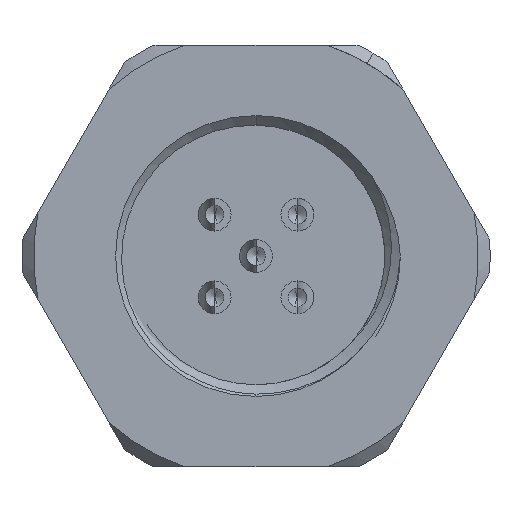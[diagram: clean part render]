
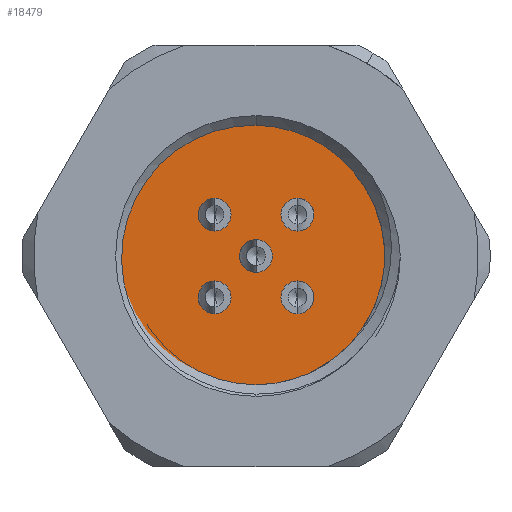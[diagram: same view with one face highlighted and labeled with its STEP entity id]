
A CAD part, left-side view. The second image highlights one B-rep face of the part: STEP entity #18479.
In plain terms, the highlighted planar face has unit normal (-1, 0, 0).
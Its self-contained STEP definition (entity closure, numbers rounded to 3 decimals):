
#92 = CARTESIAN_POINT ( 'NONE',  ( -13., 0., 0. ) ) ;
#227 = ORIENTED_EDGE ( 'NONE', *, *, #5745, .F. ) ;
#1051 = CARTESIAN_POINT ( 'NONE',  ( -13., 6., 0. ) ) ;
#1180 = ORIENTED_EDGE ( 'NONE', *, *, #12332, .F. ) ;
#1697 = AXIS2_PLACEMENT_3D ( 'NONE', #92, #3967, #3737 ) ;
#2085 = ORIENTED_EDGE ( 'NONE', *, *, #8977, .F. ) ;
#2184 = EDGE_CURVE ( 'NONE', #15703, #13125, #23176, .T. ) ;
#2733 = DIRECTION ( 'NONE',  ( -1., 0., 0. ) ) ;
#2993 = FACE_BOUND ( 'NONE', #9765, .T. ) ;
#3070 = AXIS2_PLACEMENT_3D ( 'NONE', #12300, #19025, #19369 ) ;
#3240 = DIRECTION ( 'NONE',  ( -1., 0., 0. ) ) ;
#3331 = ORIENTED_EDGE ( 'NONE', *, *, #12656, .F. ) ;
#3524 = AXIS2_PLACEMENT_3D ( 'NONE', #5893, #11201, #13087 ) ;
#3626 = EDGE_LOOP ( 'NONE', ( #6078, #2085 ) ) ;
#3737 = DIRECTION ( 'NONE',  ( 0., 1., 0. ) ) ;
#3967 = DIRECTION ( 'NONE',  ( 1., 0., 0. ) ) ;
#4244 = AXIS2_PLACEMENT_3D ( 'NONE', #12244, #6697, #8689 ) ;
#4523 = FACE_BOUND ( 'NONE', #21370, .T. ) ;
#5116 = CARTESIAN_POINT ( 'NONE',  ( -13., 1.068, 1.768 ) ) ;
#5128 = AXIS2_PLACEMENT_3D ( 'NONE', #21619, #16207, #16327 ) ;
#5648 = CIRCLE ( 'NONE', #9428, 0.7 ) ;
#5745 = EDGE_CURVE ( 'NONE', #11243, #13379, #5648, .T. ) ;
#5807 = AXIS2_PLACEMENT_3D ( 'NONE', #12366, #10590, #19096 ) ;
#5893 = CARTESIAN_POINT ( 'NONE',  ( -13., -1.768, 1.768 ) ) ;
#6078 = ORIENTED_EDGE ( 'NONE', *, *, #2184, .F. ) ;
#6189 = CIRCLE ( 'NONE', #5807, 0.7 ) ;
#6301 = FACE_BOUND ( 'NONE', #7820, .T. ) ;
#6326 = CARTESIAN_POINT ( 'NONE',  ( -13., -1.068, 1.768 ) ) ;
#6656 = DIRECTION ( 'NONE',  ( 0., -1., 0. ) ) ;
#6697 = DIRECTION ( 'NONE',  ( -1., 0., 0. ) ) ;
#7013 = CARTESIAN_POINT ( 'NONE',  ( -13., 1.768, 1.768 ) ) ;
#7408 = DIRECTION ( 'NONE',  ( -1., 0., 0. ) ) ;
#7820 = EDGE_LOOP ( 'NONE', ( #19882, #1180 ) ) ;
#8689 = DIRECTION ( 'NONE',  ( 0., -1., 0. ) ) ;
#8701 = CARTESIAN_POINT ( 'NONE',  ( -13., 1.068, -1.768 ) ) ;
#8823 = VERTEX_POINT ( 'NONE', #11959 ) ;
#8922 = DIRECTION ( 'NONE',  ( 0., -1., 0. ) ) ;
#8977 = EDGE_CURVE ( 'NONE', #13125, #15703, #13228, .T. ) ;
#9062 = CARTESIAN_POINT ( 'NONE',  ( -13., 0., 0. ) ) ;
#9154 = CIRCLE ( 'NONE', #15954, 0.7 ) ;
#9428 = AXIS2_PLACEMENT_3D ( 'NONE', #12577, #10696, #8922 ) ;
#9522 = ORIENTED_EDGE ( 'NONE', *, *, #19455, .F. ) ;
#9678 = CARTESIAN_POINT ( 'NONE',  ( -13., -1.768, -1.768 ) ) ;
#9765 = EDGE_LOOP ( 'NONE', ( #22609, #9522 ) ) ;
#10013 = CIRCLE ( 'NONE', #11519, 0.7 ) ;
#10159 = DIRECTION ( 'NONE',  ( 0., -1., 0. ) ) ;
#10236 = CARTESIAN_POINT ( 'NONE',  ( -13., -6., 0. ) ) ;
#10285 = CARTESIAN_POINT ( 'NONE',  ( -13., 0., 0. ) ) ;
#10590 = DIRECTION ( 'NONE',  ( -1., 0., 0. ) ) ;
#10696 = DIRECTION ( 'NONE',  ( -1., 0., 0. ) ) ;
#11040 = AXIS2_PLACEMENT_3D ( 'NONE', #9678, #11449, #16775 ) ;
#11201 = DIRECTION ( 'NONE',  ( -1., 0., 0. ) ) ;
#11243 = VERTEX_POINT ( 'NONE', #11505 ) ;
#11410 = CIRCLE ( 'NONE', #4244, 0.7 ) ;
#11449 = DIRECTION ( 'NONE',  ( -1., 0., 0. ) ) ;
#11505 = CARTESIAN_POINT ( 'NONE',  ( -13., -2.468, -1.768 ) ) ;
#11519 = AXIS2_PLACEMENT_3D ( 'NONE', #10285, #17145, #22911 ) ;
#11730 = FACE_OUTER_BOUND ( 'NONE', #3626, .T. ) ;
#11959 = CARTESIAN_POINT ( 'NONE',  ( -13., -2.468, 1.768 ) ) ;
#12053 = CARTESIAN_POINT ( 'NONE',  ( -13., -1.768, 1.768 ) ) ;
#12244 = CARTESIAN_POINT ( 'NONE',  ( -13., 1.768, -1.768 ) ) ;
#12300 = CARTESIAN_POINT ( 'NONE',  ( -13., 0., 0. ) ) ;
#12332 = EDGE_CURVE ( 'NONE', #15852, #19746, #9154, .T. ) ;
#12366 = CARTESIAN_POINT ( 'NONE',  ( -13., 1.768, -1.768 ) ) ;
#12511 = CARTESIAN_POINT ( 'NONE',  ( -13., -0.7, 0. ) ) ;
#12556 = CIRCLE ( 'NONE', #21978, 0.7 ) ;
#12577 = CARTESIAN_POINT ( 'NONE',  ( -13., -1.768, -1.768 ) ) ;
#12656 = EDGE_CURVE ( 'NONE', #13379, #11243, #21204, .T. ) ;
#12957 = CIRCLE ( 'NONE', #3524, 0.7 ) ;
#13046 = EDGE_CURVE ( 'NONE', #16409, #21210, #11410, .T. ) ;
#13087 = DIRECTION ( 'NONE',  ( 0., -1., 0. ) ) ;
#13125 = VERTEX_POINT ( 'NONE', #10236 ) ;
#13228 = CIRCLE ( 'NONE', #3070, 6. ) ;
#13379 = VERTEX_POINT ( 'NONE', #16253 ) ;
#13621 = PLANE ( 'NONE',  #19028 ) ;
#13669 = EDGE_LOOP ( 'NONE', ( #227, #3331 ) ) ;
#13967 = CARTESIAN_POINT ( 'NONE',  ( -13., 0.7, 0. ) ) ;
#14145 = AXIS2_PLACEMENT_3D ( 'NONE', #9062, #7408, #16275 ) ;
#14335 = ORIENTED_EDGE ( 'NONE', *, *, #15568, .F. ) ;
#14640 = VERTEX_POINT ( 'NONE', #6326 ) ;
#14803 = EDGE_CURVE ( 'NONE', #14640, #8823, #12556, .T. ) ;
#15149 = VERTEX_POINT ( 'NONE', #12511 ) ;
#15284 = FACE_BOUND ( 'NONE', #18878, .T. ) ;
#15568 = EDGE_CURVE ( 'NONE', #8823, #14640, #12957, .T. ) ;
#15652 = CIRCLE ( 'NONE', #14145, 0.7 ) ;
#15703 = VERTEX_POINT ( 'NONE', #1051 ) ;
#15852 = VERTEX_POINT ( 'NONE', #21356 ) ;
#15954 = AXIS2_PLACEMENT_3D ( 'NONE', #7013, #3240, #19172 ) ;
#16032 = ORIENTED_EDGE ( 'NONE', *, *, #13046, .F. ) ;
#16054 = EDGE_CURVE ( 'NONE', #21210, #16409, #6189, .T. ) ;
#16207 = DIRECTION ( 'NONE',  ( -1., 0., 0. ) ) ;
#16253 = CARTESIAN_POINT ( 'NONE',  ( -13., -1.068, -1.768 ) ) ;
#16275 = DIRECTION ( 'NONE',  ( 0., -1., 0. ) ) ;
#16327 = DIRECTION ( 'NONE',  ( 0., -1., 0. ) ) ;
#16409 = VERTEX_POINT ( 'NONE', #20216 ) ;
#16775 = DIRECTION ( 'NONE',  ( 0., -1., 0. ) ) ;
#17145 = DIRECTION ( 'NONE',  ( -1., 0., 0. ) ) ;
#17204 = CIRCLE ( 'NONE', #5128, 0.7 ) ;
#17396 = FACE_BOUND ( 'NONE', #13669, .T. ) ;
#18270 = VERTEX_POINT ( 'NONE', #13967 ) ;
#18479 = ADVANCED_FACE ( 'NONE', ( #15284, #6301, #2993, #17396, #4523, #11730 ), #13621, .T. ) ;
#18824 = ORIENTED_EDGE ( 'NONE', *, *, #16054, .F. ) ;
#18878 = EDGE_LOOP ( 'NONE', ( #18824, #16032 ) ) ;
#19025 = DIRECTION ( 'NONE',  ( 1., 0., 0. ) ) ;
#19028 = AXIS2_PLACEMENT_3D ( 'NONE', #22821, #20797, #6656 ) ;
#19096 = DIRECTION ( 'NONE',  ( 0., -1., 0. ) ) ;
#19172 = DIRECTION ( 'NONE',  ( 0., -1., 0. ) ) ;
#19369 = DIRECTION ( 'NONE',  ( 0., 1., 0. ) ) ;
#19455 = EDGE_CURVE ( 'NONE', #18270, #15149, #15652, .T. ) ;
#19746 = VERTEX_POINT ( 'NONE', #5116 ) ;
#19882 = ORIENTED_EDGE ( 'NONE', *, *, #22017, .F. ) ;
#20216 = CARTESIAN_POINT ( 'NONE',  ( -13., 2.468, -1.768 ) ) ;
#20406 = EDGE_CURVE ( 'NONE', #15149, #18270, #10013, .T. ) ;
#20521 = ORIENTED_EDGE ( 'NONE', *, *, #14803, .F. ) ;
#20797 = DIRECTION ( 'NONE',  ( -1., 0., 0. ) ) ;
#21204 = CIRCLE ( 'NONE', #11040, 0.7 ) ;
#21210 = VERTEX_POINT ( 'NONE', #8701 ) ;
#21356 = CARTESIAN_POINT ( 'NONE',  ( -13., 2.468, 1.768 ) ) ;
#21370 = EDGE_LOOP ( 'NONE', ( #14335, #20521 ) ) ;
#21619 = CARTESIAN_POINT ( 'NONE',  ( -13., 1.768, 1.768 ) ) ;
#21978 = AXIS2_PLACEMENT_3D ( 'NONE', #12053, #2733, #10159 ) ;
#22017 = EDGE_CURVE ( 'NONE', #19746, #15852, #17204, .T. ) ;
#22609 = ORIENTED_EDGE ( 'NONE', *, *, #20406, .F. ) ;
#22821 = CARTESIAN_POINT ( 'NONE',  ( -13., 0., 0. ) ) ;
#22911 = DIRECTION ( 'NONE',  ( 0., -1., 0. ) ) ;
#23176 = CIRCLE ( 'NONE', #1697, 6. ) ;
